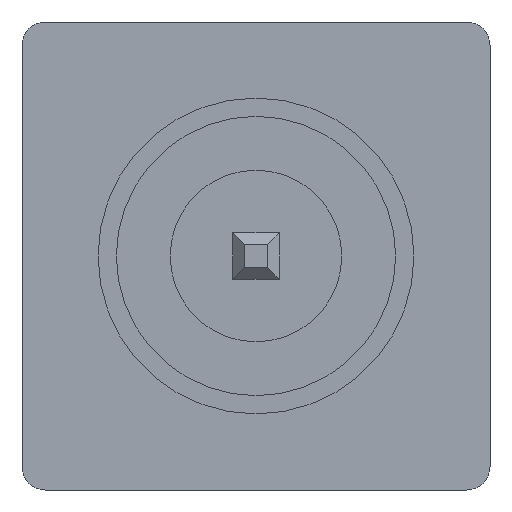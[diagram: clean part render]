
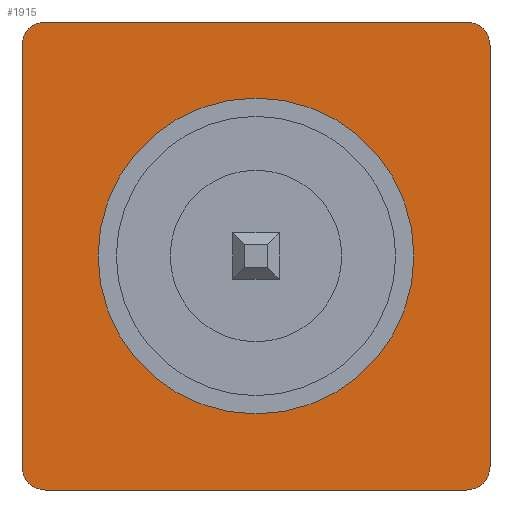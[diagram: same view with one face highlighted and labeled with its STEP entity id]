
A CAD part, front view. The second image highlights one B-rep face of the part: STEP entity #1915.
In plain terms, the highlighted planar face has unit normal (0, -1, 0).
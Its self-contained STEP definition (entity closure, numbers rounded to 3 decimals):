
#565=CARTESIAN_POINT('',(0.,-5.3,0.));
#566=DIRECTION('',(0.,-1.,0.));
#567=DIRECTION('',(1.,0.,0.));
#568=AXIS2_PLACEMENT_3D('',#565,#566,#567);
#570=CARTESIAN_POINT('',(0.,-5.3,0.));
#571=DIRECTION('',(0.,-1.,0.));
#572=DIRECTION('',(-1.,0.,0.));
#573=AXIS2_PLACEMENT_3D('',#570,#571,#572);
#575=CARTESIAN_POINT('',(27.,-5.3,27.));
#576=DIRECTION('',(0.,-1.,0.));
#577=DIRECTION('',(1.,0.,0.));
#578=AXIS2_PLACEMENT_3D('',#575,#576,#577);
#580=DIRECTION('',(0.,0.,1.));
#581=VECTOR('',#580,54.);
#582=CARTESIAN_POINT('',(30.,-5.3,-27.));
#583=LINE('',#582,#581);
#584=CARTESIAN_POINT('',(27.,-5.3,-27.));
#585=DIRECTION('',(0.,-1.,0.));
#586=DIRECTION('',(0.,0.,-1.));
#587=AXIS2_PLACEMENT_3D('',#584,#585,#586);
#589=DIRECTION('',(1.,0.,0.));
#590=VECTOR('',#589,54.);
#591=CARTESIAN_POINT('',(-27.,-5.3,-30.));
#592=LINE('',#591,#590);
#593=CARTESIAN_POINT('',(-27.,-5.3,-27.));
#594=DIRECTION('',(0.,-1.,0.));
#595=DIRECTION('',(-1.,0.,0.));
#596=AXIS2_PLACEMENT_3D('',#593,#594,#595);
#598=DIRECTION('',(0.,0.,-1.));
#599=VECTOR('',#598,54.);
#600=CARTESIAN_POINT('',(-30.,-5.3,27.));
#601=LINE('',#600,#599);
#602=CARTESIAN_POINT('',(-27.,-5.3,27.));
#603=DIRECTION('',(0.,-1.,0.));
#604=DIRECTION('',(0.,0.,1.));
#605=AXIS2_PLACEMENT_3D('',#602,#603,#604);
#607=DIRECTION('',(-1.,0.,0.));
#608=VECTOR('',#607,54.);
#609=CARTESIAN_POINT('',(27.,-5.3,30.));
#610=LINE('',#609,#608);
#742=CARTESIAN_POINT('',(11.,-5.3,0.));
#743=CARTESIAN_POINT('',(-11.,-5.3,0.));
#744=VERTEX_POINT('',#742);
#745=VERTEX_POINT('',#743);
#754=CARTESIAN_POINT('',(30.,-5.3,27.));
#756=VERTEX_POINT('',#754);
#758=CARTESIAN_POINT('',(27.,-5.3,30.));
#759=VERTEX_POINT('',#758);
#762=CARTESIAN_POINT('',(-27.,-5.3,30.));
#764=VERTEX_POINT('',#762);
#766=CARTESIAN_POINT('',(-30.,-5.3,27.));
#767=VERTEX_POINT('',#766);
#770=CARTESIAN_POINT('',(-30.,-5.3,-27.));
#772=VERTEX_POINT('',#770);
#774=CARTESIAN_POINT('',(-27.,-5.3,-30.));
#775=VERTEX_POINT('',#774);
#778=CARTESIAN_POINT('',(27.,-5.3,-30.));
#780=VERTEX_POINT('',#778);
#782=CARTESIAN_POINT('',(30.,-5.3,-27.));
#783=VERTEX_POINT('',#782);
#1894=CARTESIAN_POINT('',(0.,-5.3,0.));
#1895=DIRECTION('',(0.,-1.,0.));
#1896=DIRECTION('',(1.,0.,0.));
#1897=AXIS2_PLACEMENT_3D('',#1894,#1895,#1896);
#1898=PLANE('',#1897);
#1899=ORIENTED_EDGE('',*,*,#1831,.F.);
#1900=ORIENTED_EDGE('',*,*,#1848,.F.);
#1901=ORIENTED_EDGE('',*,*,#1860,.F.);
#1902=ORIENTED_EDGE('',*,*,#1874,.F.);
#1903=ORIENTED_EDGE('',*,*,#1887,.F.);
#1904=ORIENTED_EDGE('',*,*,#1786,.F.);
#1905=ORIENTED_EDGE('',*,*,#1801,.F.);
#1906=ORIENTED_EDGE('',*,*,#1816,.F.);
#1907=EDGE_LOOP('',(#1899,#1900,#1901,#1902,#1903,#1904,#1905,#1906));
#1908=FACE_OUTER_BOUND('',#1907,.F.);
#1910=ORIENTED_EDGE('',*,*,#1909,.T.);
#1912=ORIENTED_EDGE('',*,*,#1911,.T.);
#1913=EDGE_LOOP('',(#1910,#1912));
#1914=FACE_BOUND('',#1913,.F.);
#1915=ADVANCED_FACE('',(#1908,#1914),#1898,.T.);
#569=CIRCLE('',#568,11.);
#574=CIRCLE('',#573,11.);
#579=CIRCLE('',#578,3.);
#588=CIRCLE('',#587,3.);
#597=CIRCLE('',#596,3.);
#606=CIRCLE('',#605,3.);
#1786=EDGE_CURVE('',#767,#772,#601,.T.);
#1801=EDGE_CURVE('',#764,#767,#606,.T.);
#1816=EDGE_CURVE('',#759,#764,#610,.T.);
#1831=EDGE_CURVE('',#756,#759,#579,.T.);
#1848=EDGE_CURVE('',#783,#756,#583,.T.);
#1860=EDGE_CURVE('',#780,#783,#588,.T.);
#1874=EDGE_CURVE('',#775,#780,#592,.T.);
#1887=EDGE_CURVE('',#772,#775,#597,.T.);
#1909=EDGE_CURVE('',#744,#745,#569,.T.);
#1911=EDGE_CURVE('',#745,#744,#574,.T.);
